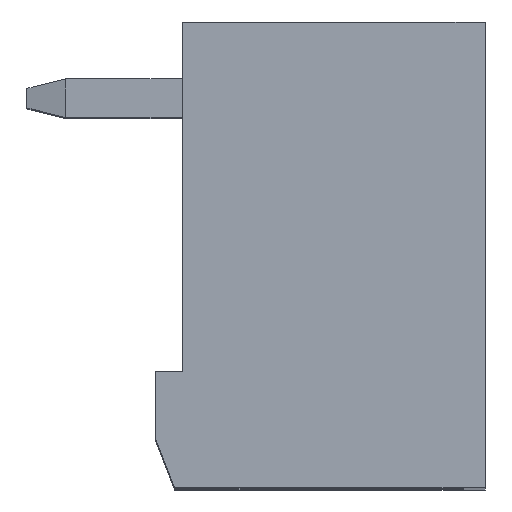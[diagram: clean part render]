
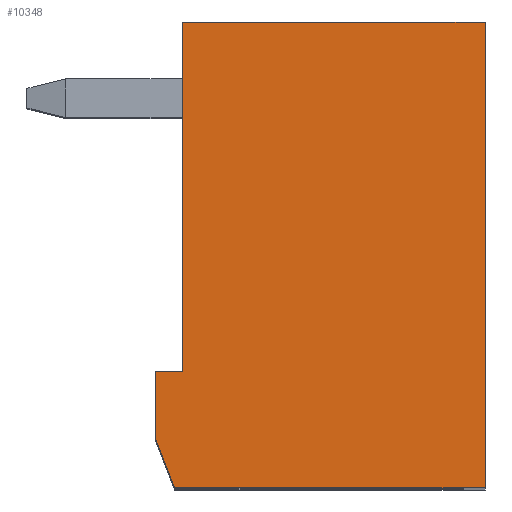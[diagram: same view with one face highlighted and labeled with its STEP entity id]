
A CAD part, top view. The second image highlights one B-rep face of the part: STEP entity #10348.
In plain terms, the highlighted free-form (B-spline) face has degree [1, 1] with [2, 2] control points.
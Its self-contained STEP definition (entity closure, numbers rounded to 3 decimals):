
#2866=CARTESIAN_POINT('',(-2.3,8.,24.42));
#2867=VERTEX_POINT('',#2866);
#2873=CARTESIAN_POINT('',(-2.3,9.7,24.42));
#2874=VERTEX_POINT('',#2873);
#2875=CARTESIAN_POINT('',(-2.3,9.7,24.42));
#2876=CARTESIAN_POINT('',(-2.3,8.,24.42));
#2877=B_SPLINE_CURVE_WITH_KNOTS('',1,(#2875,#2876),.POLYLINE_FORM.,.F.,.U.,(2,2),(0.,1.),.UNSPECIFIED.);
#2878=EDGE_CURVE('',#2874,#2867,#2877,.T.);
#3086=CARTESIAN_POINT('',(-1.6,18.7,24.42));
#3087=VERTEX_POINT('',#3086);
#3093=CARTESIAN_POINT('',(6.2,18.7,24.42));
#3094=VERTEX_POINT('',#3093);
#3095=CARTESIAN_POINT('',(6.2,18.7,24.42));
#3096=CARTESIAN_POINT('',(-1.6,18.7,24.42));
#3097=B_SPLINE_CURVE_WITH_KNOTS('',1,(#3095,#3096),.POLYLINE_FORM.,.F.,.U.,(2,2),(0.,1.),.UNSPECIFIED.);
#3098=EDGE_CURVE('',#3094,#3087,#3097,.T.);
#3418=CARTESIAN_POINT('',(-1.6,9.7,24.42));
#3419=VERTEX_POINT('',#3418);
#3425=CARTESIAN_POINT('',(-1.6,18.7,24.42));
#3426=CARTESIAN_POINT('',(-1.6,9.7,24.42));
#3427=B_SPLINE_CURVE_WITH_KNOTS('',1,(#3425,#3426),.POLYLINE_FORM.,.F.,.U.,(2,2),(0.,1.),.UNSPECIFIED.);
#3428=EDGE_CURVE('',#3087,#3419,#3427,.T.);
#3958=CARTESIAN_POINT('',(6.2,6.7,24.42));
#3959=VERTEX_POINT('',#3958);
#3965=CARTESIAN_POINT('',(-1.8,6.7,24.42));
#3966=VERTEX_POINT('',#3965);
#3967=CARTESIAN_POINT('',(-1.8,6.7,24.42));
#3968=CARTESIAN_POINT('',(6.2,6.7,24.42));
#3969=B_SPLINE_CURVE_WITH_KNOTS('',1,(#3967,#3968),.POLYLINE_FORM.,.F.,.U.,(2,2),(0.,1.),.UNSPECIFIED.);
#3970=EDGE_CURVE('',#3966,#3959,#3969,.T.);
#4085=CARTESIAN_POINT('',(6.2,6.7,24.42));
#4086=CARTESIAN_POINT('',(6.2,18.7,24.42));
#4087=B_SPLINE_CURVE_WITH_KNOTS('',1,(#4085,#4086),.POLYLINE_FORM.,.F.,.U.,(2,2),(0.,1.),.UNSPECIFIED.);
#4088=EDGE_CURVE('',#3959,#3094,#4087,.T.);
#10316=CARTESIAN_POINT('',(-1.8,6.7,24.42));
#10317=CARTESIAN_POINT('',(-2.3,8.,24.42));
#10318=B_SPLINE_CURVE_WITH_KNOTS('',1,(#10316,#10317),.POLYLINE_FORM.,.F.,.U.,(2,2),(0.,1.),.UNSPECIFIED.);
#10319=EDGE_CURVE('',#3966,#2867,#10318,.T.);
#10330=CARTESIAN_POINT('',(-18.416,27.416,24.42));
#10331=CARTESIAN_POINT('',(23.016,27.416,24.42));
#10332=CARTESIAN_POINT('',(-18.416,-14.016,24.42));
#10333=CARTESIAN_POINT('',(23.016,-14.016,24.42));
#10334=B_SPLINE_SURFACE_WITH_KNOTS('',1,1,((#10330,#10331),(#10332,#10333)),.PLANE_SURF.,.F.,.F.,.U.,(2,2),(2,2),(0.,1.),(0.,1.),.UNSPECIFIED.);
#10335=ORIENTED_EDGE('',*,*,#4088,.T.);
#10336=ORIENTED_EDGE('',*,*,#3098,.T.);
#10337=ORIENTED_EDGE('',*,*,#3428,.T.);
#10338=CARTESIAN_POINT('',(-1.6,9.7,24.42));
#10339=CARTESIAN_POINT('',(-2.3,9.7,24.42));
#10340=B_SPLINE_CURVE_WITH_KNOTS('',1,(#10338,#10339),.POLYLINE_FORM.,.F.,.U.,(2,2),(0.,1.),.UNSPECIFIED.);
#10341=EDGE_CURVE('',#3419,#2874,#10340,.T.);
#10342=ORIENTED_EDGE('',*,*,#10341,.T.);
#10343=ORIENTED_EDGE('',*,*,#2878,.T.);
#10344=ORIENTED_EDGE('',*,*,#10319,.F.);
#10345=ORIENTED_EDGE('',*,*,#3970,.T.);
#10346=EDGE_LOOP('',(#10335,#10336,#10337,#10342,#10343,#10344,#10345));
#10347=FACE_OUTER_BOUND('',#10346,.T.);
#10348=ADVANCED_FACE('',(#10347),#10334,.T.);
